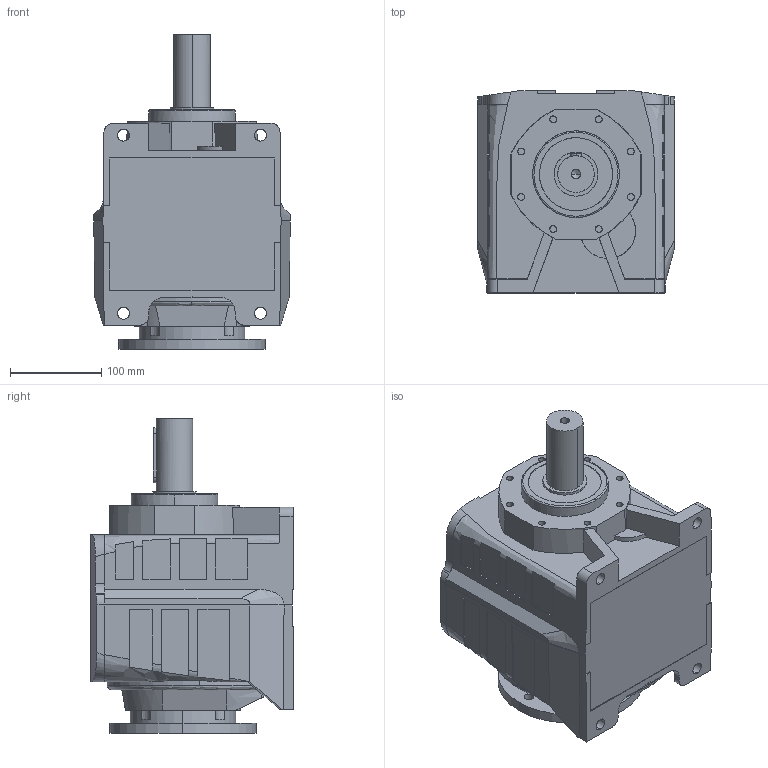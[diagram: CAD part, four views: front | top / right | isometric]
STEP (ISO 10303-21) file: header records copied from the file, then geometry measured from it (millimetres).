
FILE_DESCRIPTION (( 'STEP AP203' ), '1' );
FILE_NAME ('MRD-42.STEP', '2021-06-01T09:31:34', ( '' ), ( '' ), 'SwSTEP 2.0', 'SolidWorks 2015', '' );
FILE_SCHEMA (( 'CONFIG_CONTROL_DESIGN' ));
Length unit declared in the file: millimetre
Products named in the file (2): MRD-42
Bounding box: 215 x 221.5 x 344.5 mm (x, y, z)
Volume: 8862301.4 mm3; surface area: 350172.2 mm2
Topology: 1 solids, 7 shells, 354 faces, 920 edges, 604 vertices
Faces by surface type: plane 202, cylinder 84, cone 44, bspline 24
Entity records: 21866 total; most frequent: CARTESIAN_POINT 13714, ORIENTED_EDGE 1836, DIRECTION 1327, EDGE_CURVE 918, VERTEX_POINT 604, LINE 483, VECTOR 483, AXIS2_PLACEMENT_3D 422
